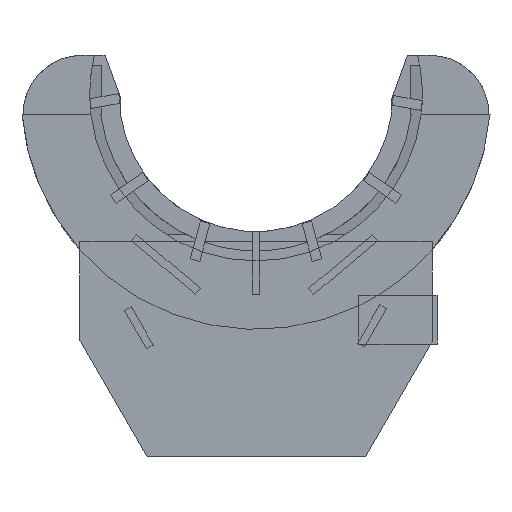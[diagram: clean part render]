
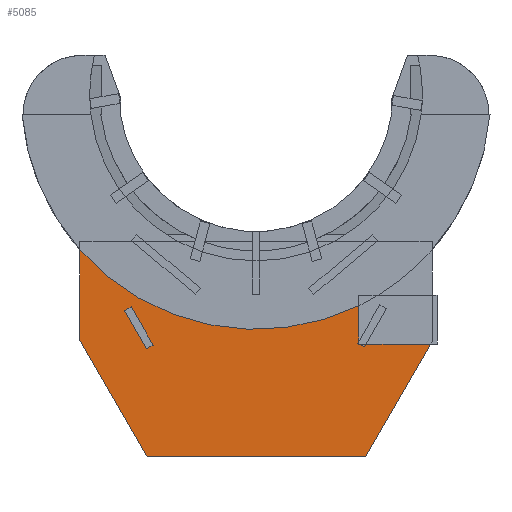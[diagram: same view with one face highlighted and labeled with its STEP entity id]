
A CAD part, front view. The second image highlights one B-rep face of the part: STEP entity #5085.
In plain terms, the highlighted planar face has unit normal (0, -1, 0).
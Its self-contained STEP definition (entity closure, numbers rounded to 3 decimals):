
#1662 = VERTEX_POINT('',#1663);
#1663 = CARTESIAN_POINT('',(-18.,-53.,-30.875));
#1724 = PLANE('',#1725);
#1725 = AXIS2_PLACEMENT_3D('',#1726,#1727,#1728);
#1726 = CARTESIAN_POINT('',(-18.,-53.,-52.));
#1727 = DIRECTION('',(1.,0.,0.));
#1728 = DIRECTION('',(0.,0.,1.));
#2772 = PLANE('',#2773);
#2773 = AXIS2_PLACEMENT_3D('',#2774,#2775,#2776);
#2774 = CARTESIAN_POINT('',(-18.,-53.,-52.));
#2775 = DIRECTION('',(0.,1.,0.));
#2776 = DIRECTION('',(0.,0.,1.));
#3272 = EDGE_CURVE('',#3273,#1662,#3275,.T.);
#3273 = VERTEX_POINT('',#3274);
#3274 = CARTESIAN_POINT('',(-18.,-53.,-40.118));
#3275 = SURFACE_CURVE('',#3276,(#3280,#3287),.PCURVE_S1.);
#3276 = LINE('',#3277,#3278);
#3277 = CARTESIAN_POINT('',(-18.,-53.,-52.));
#3278 = VECTOR('',#3279,1.);
#3279 = DIRECTION('',(0.,0.,1.));
#3280 = PCURVE('',#1724,#3281);
#3281 = DEFINITIONAL_REPRESENTATION('',(#3282),#3286);
#3282 = LINE('',#3283,#3284);
#3283 = CARTESIAN_POINT('',(0.,0.));
#3284 = VECTOR('',#3285,1.);
#3285 = DIRECTION('',(1.,0.));
#3286 = ( GEOMETRIC_REPRESENTATION_CONTEXT(2) 
PARAMETRIC_REPRESENTATION_CONTEXT() REPRESENTATION_CONTEXT('2D SPACE',''
  ) );
#3287 = PCURVE('',#3288,#3293);
#3288 = PLANE('',#3289);
#3289 = AXIS2_PLACEMENT_3D('',#3290,#3291,#3292);
#3290 = CARTESIAN_POINT('',(-18.,-53.,-52.));
#3291 = DIRECTION('',(0.,1.,0.));
#3292 = DIRECTION('',(0.,0.,1.));
#3293 = DEFINITIONAL_REPRESENTATION('',(#3294),#3298);
#3294 = LINE('',#3295,#3296);
#3295 = CARTESIAN_POINT('',(0.,0.));
#3296 = VECTOR('',#3297,1.);
#3297 = DIRECTION('',(1.,0.));
#3298 = ( GEOMETRIC_REPRESENTATION_CONTEXT(2) 
PARAMETRIC_REPRESENTATION_CONTEXT() REPRESENTATION_CONTEXT('2D SPACE',''
  ) );
#3315 = PLANE('',#3316);
#3316 = AXIS2_PLACEMENT_3D('',#3317,#3318,#3319);
#3317 = CARTESIAN_POINT('',(-11.14,-54.,-52.));
#3318 = DIRECTION('',(0.866,0.,0.5));
#3319 = DIRECTION('',(-0.5,0.,0.866));
#3413 = PLANE('',#3414);
#3414 = AXIS2_PLACEMENT_3D('',#3415,#3416,#3417);
#3415 = CARTESIAN_POINT('',(11.2,-54.,-52.));
#3416 = DIRECTION('',(0.866,0.,-0.5));
#3417 = DIRECTION('',(0.5,0.,0.866));
#3440 = PLANE('',#3441);
#3441 = AXIS2_PLACEMENT_3D('',#3442,#3443,#3444);
#3442 = CARTESIAN_POINT('',(-18.,-53.,-52.));
#3443 = DIRECTION('',(0.,0.,1.));
#3444 = DIRECTION('',(1.,0.,0.));
#5003 = VERTEX_POINT('',#5004);
#5004 = CARTESIAN_POINT('',(10.5,-53.,-36.581));
#5025 = EDGE_CURVE('',#1662,#5003,#5026,.T.);
#5026 = SURFACE_CURVE('',#5027,(#5032,#5043),.PCURVE_S1.);
#5027 = CIRCLE('',#5028,24.);
#5028 = AXIS2_PLACEMENT_3D('',#5029,#5030,#5031);
#5029 = CARTESIAN_POINT('',(0.,-53.,-15.));
#5030 = DIRECTION('',(0.,-1.,0.));
#5031 = DIRECTION('',(1.,0.,0.));
#5032 = PCURVE('',#2772,#5033);
#5033 = DEFINITIONAL_REPRESENTATION('',(#5034),#5042);
#5034 = ( BOUNDED_CURVE() B_SPLINE_CURVE(2,(#5035,#5036,#5037,#5038,
#5039,#5040,#5041),.UNSPECIFIED.,.T.,.F.) B_SPLINE_CURVE_WITH_KNOTS((1,2
    ,2,2,2,1),(-2.094,0.,2.094,4.189,
6.283,8.378),.UNSPECIFIED.) CURVE() 
GEOMETRIC_REPRESENTATION_ITEM() RATIONAL_B_SPLINE_CURVE((1.,0.5,1.,0.5,
1.,0.5,1.)) REPRESENTATION_ITEM('') );
#5035 = CARTESIAN_POINT('',(37.,42.));
#5036 = CARTESIAN_POINT('',(78.569,42.));
#5037 = CARTESIAN_POINT('',(57.785,6.));
#5038 = CARTESIAN_POINT('',(37.,-30.));
#5039 = CARTESIAN_POINT('',(16.215,6.));
#5040 = CARTESIAN_POINT('',(-4.569,42.));
#5041 = CARTESIAN_POINT('',(37.,42.));
#5042 = ( GEOMETRIC_REPRESENTATION_CONTEXT(2) 
PARAMETRIC_REPRESENTATION_CONTEXT() REPRESENTATION_CONTEXT('2D SPACE',''
  ) );
#5043 = PCURVE('',#3288,#5044);
#5044 = DEFINITIONAL_REPRESENTATION('',(#5045),#5053);
#5045 = ( BOUNDED_CURVE() B_SPLINE_CURVE(2,(#5046,#5047,#5048,#5049,
#5050,#5051,#5052),.UNSPECIFIED.,.T.,.F.) B_SPLINE_CURVE_WITH_KNOTS((1,2
    ,2,2,2,1),(-2.094,0.,2.094,4.189,
6.283,8.378),.UNSPECIFIED.) CURVE() 
GEOMETRIC_REPRESENTATION_ITEM() RATIONAL_B_SPLINE_CURVE((1.,0.5,1.,0.5,
1.,0.5,1.)) REPRESENTATION_ITEM('') );
#5046 = CARTESIAN_POINT('',(37.,42.));
#5047 = CARTESIAN_POINT('',(78.569,42.));
#5048 = CARTESIAN_POINT('',(57.785,6.));
#5049 = CARTESIAN_POINT('',(37.,-30.));
#5050 = CARTESIAN_POINT('',(16.215,6.));
#5051 = CARTESIAN_POINT('',(-4.569,42.));
#5052 = CARTESIAN_POINT('',(37.,42.));
#5053 = ( GEOMETRIC_REPRESENTATION_CONTEXT(2) 
PARAMETRIC_REPRESENTATION_CONTEXT() REPRESENTATION_CONTEXT('2D SPACE',''
  ) );
#5085 = ADVANCED_FACE('',(#5086),#3288,.F.);
#5086 = FACE_BOUND('',#5087,.F.);
#5087 = EDGE_LOOP('',(#5088,#5118,#5139,#5162,#5181,#5182,#5183));
#5088 = ORIENTED_EDGE('',*,*,#5089,.T.);
#5089 = EDGE_CURVE('',#5090,#5092,#5094,.T.);
#5090 = VERTEX_POINT('',#5091);
#5091 = CARTESIAN_POINT('',(10.5,-53.,-40.5));
#5092 = VERTEX_POINT('',#5093);
#5093 = CARTESIAN_POINT('',(17.84,-53.,-40.5));
#5094 = SURFACE_CURVE('',#5095,(#5099,#5106),.PCURVE_S1.);
#5095 = LINE('',#5096,#5097);
#5096 = CARTESIAN_POINT('',(10.5,-53.,-40.5));
#5097 = VECTOR('',#5098,1.);
#5098 = DIRECTION('',(1.,0.,0.));
#5099 = PCURVE('',#3288,#5100);
#5100 = DEFINITIONAL_REPRESENTATION('',(#5101),#5105);
#5101 = LINE('',#5102,#5103);
#5102 = CARTESIAN_POINT('',(11.5,28.5));
#5103 = VECTOR('',#5104,1.);
#5104 = DIRECTION('',(0.,1.));
#5105 = ( GEOMETRIC_REPRESENTATION_CONTEXT(2) 
PARAMETRIC_REPRESENTATION_CONTEXT() REPRESENTATION_CONTEXT('2D SPACE',''
  ) );
#5106 = PCURVE('',#5107,#5112);
#5107 = PLANE('',#5108);
#5108 = AXIS2_PLACEMENT_3D('',#5109,#5110,#5111);
#5109 = CARTESIAN_POINT('',(-18.,-53.,-52.));
#5110 = DIRECTION('',(0.,1.,0.));
#5111 = DIRECTION('',(0.,0.,1.));
#5112 = DEFINITIONAL_REPRESENTATION('',(#5113),#5117);
#5113 = LINE('',#5114,#5115);
#5114 = CARTESIAN_POINT('',(11.5,28.5));
#5115 = VECTOR('',#5116,1.);
#5116 = DIRECTION('',(0.,1.));
#5117 = ( GEOMETRIC_REPRESENTATION_CONTEXT(2) 
PARAMETRIC_REPRESENTATION_CONTEXT() REPRESENTATION_CONTEXT('2D SPACE',''
  ) );
#5118 = ORIENTED_EDGE('',*,*,#5119,.T.);
#5119 = EDGE_CURVE('',#5092,#5120,#5122,.T.);
#5120 = VERTEX_POINT('',#5121);
#5121 = CARTESIAN_POINT('',(11.2,-53.,-52.));
#5122 = SURFACE_CURVE('',#5123,(#5127,#5133),.PCURVE_S1.);
#5123 = LINE('',#5124,#5125);
#5124 = CARTESIAN_POINT('',(7.55,-53.,-58.322));
#5125 = VECTOR('',#5126,1.);
#5126 = DIRECTION('',(-0.5,0.,-0.866));
#5127 = PCURVE('',#3288,#5128);
#5128 = DEFINITIONAL_REPRESENTATION('',(#5129),#5132);
#5129 = B_SPLINE_CURVE_WITH_KNOTS('',1,(#5130,#5131),.UNSPECIFIED.,.F.,
  .F.,(2,2),(-28.1,-5.3),.PIECEWISE_BEZIER_KNOTS.);
#5130 = CARTESIAN_POINT('',(18.013,39.6));
#5131 = CARTESIAN_POINT('',(-1.732,28.2));
#5132 = ( GEOMETRIC_REPRESENTATION_CONTEXT(2) 
PARAMETRIC_REPRESENTATION_CONTEXT() REPRESENTATION_CONTEXT('2D SPACE',''
  ) );
#5133 = PCURVE('',#3413,#5134);
#5134 = DEFINITIONAL_REPRESENTATION('',(#5135),#5138);
#5135 = B_SPLINE_CURVE_WITH_KNOTS('',1,(#5136,#5137),.UNSPECIFIED.,.F.,
  .F.,(2,2),(-28.1,-5.3),.PIECEWISE_BEZIER_KNOTS.);
#5136 = CARTESIAN_POINT('',(20.8,-1.));
#5137 = CARTESIAN_POINT('',(-2.,-1.));
#5138 = ( GEOMETRIC_REPRESENTATION_CONTEXT(2) 
PARAMETRIC_REPRESENTATION_CONTEXT() REPRESENTATION_CONTEXT('2D SPACE',''
  ) );
#5139 = ORIENTED_EDGE('',*,*,#5140,.F.);
#5140 = EDGE_CURVE('',#5141,#5120,#5143,.T.);
#5141 = VERTEX_POINT('',#5142);
#5142 = CARTESIAN_POINT('',(-11.14,-53.,-52.));
#5143 = SURFACE_CURVE('',#5144,(#5148,#5155),.PCURVE_S1.);
#5144 = LINE('',#5145,#5146);
#5145 = CARTESIAN_POINT('',(-18.,-53.,-52.));
#5146 = VECTOR('',#5147,1.);
#5147 = DIRECTION('',(1.,0.,0.));
#5148 = PCURVE('',#3288,#5149);
#5149 = DEFINITIONAL_REPRESENTATION('',(#5150),#5154);
#5150 = LINE('',#5151,#5152);
#5151 = CARTESIAN_POINT('',(0.,0.));
#5152 = VECTOR('',#5153,1.);
#5153 = DIRECTION('',(0.,1.));
#5154 = ( GEOMETRIC_REPRESENTATION_CONTEXT(2) 
PARAMETRIC_REPRESENTATION_CONTEXT() REPRESENTATION_CONTEXT('2D SPACE',''
  ) );
#5155 = PCURVE('',#3440,#5156);
#5156 = DEFINITIONAL_REPRESENTATION('',(#5157),#5161);
#5157 = LINE('',#5158,#5159);
#5158 = CARTESIAN_POINT('',(0.,0.));
#5159 = VECTOR('',#5160,1.);
#5160 = DIRECTION('',(1.,0.));
#5161 = ( GEOMETRIC_REPRESENTATION_CONTEXT(2) 
PARAMETRIC_REPRESENTATION_CONTEXT() REPRESENTATION_CONTEXT('2D SPACE',''
  ) );
#5162 = ORIENTED_EDGE('',*,*,#5163,.F.);
#5163 = EDGE_CURVE('',#3273,#5141,#5164,.T.);
#5164 = SURFACE_CURVE('',#5165,(#5169,#5175),.PCURVE_S1.);
#5165 = LINE('',#5166,#5167);
#5166 = CARTESIAN_POINT('',(-11.997,-53.,-50.515));
#5167 = VECTOR('',#5168,1.);
#5168 = DIRECTION('',(0.5,0.,-0.866));
#5169 = PCURVE('',#3288,#5170);
#5170 = DEFINITIONAL_REPRESENTATION('',(#5171),#5174);
#5171 = B_SPLINE_CURVE_WITH_KNOTS('',1,(#5172,#5173),.UNSPECIFIED.,.F.,
  .F.,(2,2),(-19.205,3.715),.PIECEWISE_BEZIER_KNOTS.);
#5172 = CARTESIAN_POINT('',(18.118,-3.6));
#5173 = CARTESIAN_POINT('',(-1.732,7.86));
#5174 = ( GEOMETRIC_REPRESENTATION_CONTEXT(2) 
PARAMETRIC_REPRESENTATION_CONTEXT() REPRESENTATION_CONTEXT('2D SPACE',''
  ) );
#5175 = PCURVE('',#3315,#5176);
#5176 = DEFINITIONAL_REPRESENTATION('',(#5177),#5180);
#5177 = B_SPLINE_CURVE_WITH_KNOTS('',1,(#5178,#5179),.UNSPECIFIED.,.F.,
  .F.,(2,2),(-19.205,3.715),.PIECEWISE_BEZIER_KNOTS.);
#5178 = CARTESIAN_POINT('',(20.921,-1.));
#5179 = CARTESIAN_POINT('',(-2.,-1.));
#5180 = ( GEOMETRIC_REPRESENTATION_CONTEXT(2) 
PARAMETRIC_REPRESENTATION_CONTEXT() REPRESENTATION_CONTEXT('2D SPACE',''
  ) );
#5181 = ORIENTED_EDGE('',*,*,#3272,.T.);
#5182 = ORIENTED_EDGE('',*,*,#5025,.T.);
#5183 = ORIENTED_EDGE('',*,*,#5184,.F.);
#5184 = EDGE_CURVE('',#5090,#5003,#5185,.T.);
#5185 = SURFACE_CURVE('',#5186,(#5190,#5197),.PCURVE_S1.);
#5186 = LINE('',#5187,#5188);
#5187 = CARTESIAN_POINT('',(10.5,-53.,-40.5));
#5188 = VECTOR('',#5189,1.);
#5189 = DIRECTION('',(0.,0.,1.));
#5190 = PCURVE('',#3288,#5191);
#5191 = DEFINITIONAL_REPRESENTATION('',(#5192),#5196);
#5192 = LINE('',#5193,#5194);
#5193 = CARTESIAN_POINT('',(11.5,28.5));
#5194 = VECTOR('',#5195,1.);
#5195 = DIRECTION('',(1.,0.));
#5196 = ( GEOMETRIC_REPRESENTATION_CONTEXT(2) 
PARAMETRIC_REPRESENTATION_CONTEXT() REPRESENTATION_CONTEXT('2D SPACE',''
  ) );
#5197 = PCURVE('',#5107,#5198);
#5198 = DEFINITIONAL_REPRESENTATION('',(#5199),#5203);
#5199 = LINE('',#5200,#5201);
#5200 = CARTESIAN_POINT('',(11.5,28.5));
#5201 = VECTOR('',#5202,1.);
#5202 = DIRECTION('',(1.,0.));
#5203 = ( GEOMETRIC_REPRESENTATION_CONTEXT(2) 
PARAMETRIC_REPRESENTATION_CONTEXT() REPRESENTATION_CONTEXT('2D SPACE',''
  ) );
